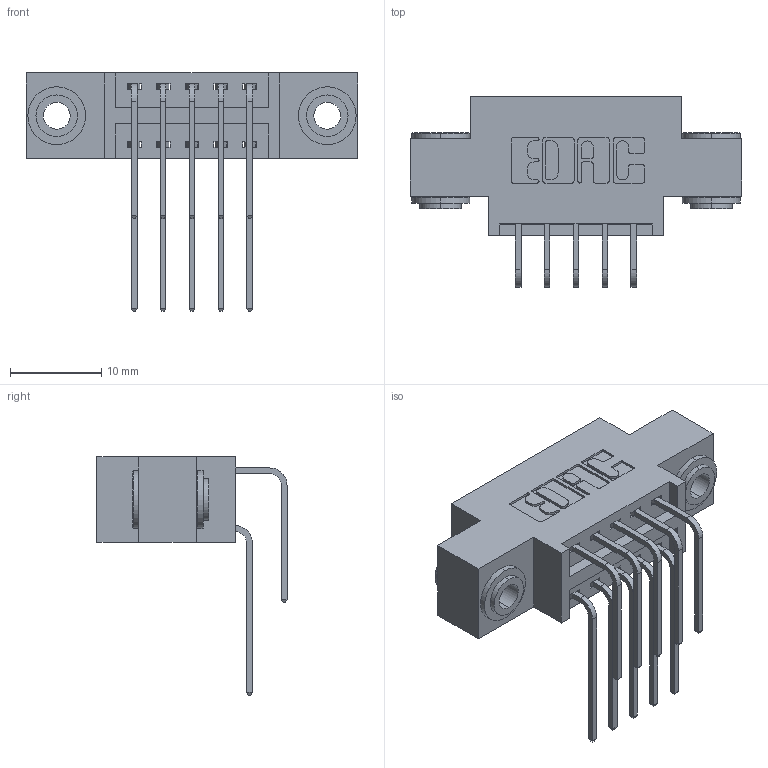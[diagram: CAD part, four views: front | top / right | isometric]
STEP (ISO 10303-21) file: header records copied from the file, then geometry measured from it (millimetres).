
FILE_DESCRIPTION (( 'STEP AP203' ), '1' );
FILE_NAME ('346-010-559-803.STEP', '2018-08-17T08:08:45', ( '' ), ( '' ), 'SwSTEP 2.0', 'SolidWorks 2016', '' );
FILE_SCHEMA (( 'CONFIG_CONTROL_DESIGN' ));
Length unit declared in the file: inch
Products named in the file (5): 345-250-002_345-250-002-102; 346-010-559-803; 346 Part_0.170 Offset - 0.156 Dia-TH; 345-292-001_558 559 Tail - 1; 345-292-001_559 Tail - 2
Assembly tree (13 placements, depth 2):
  346-010-559-803
    346 Part_0.170 Offset - 0.156 Dia-TH
    345-292-001_558 559 Tail - 1  x5
    345-292-001_559 Tail - 2  x5
    345-250-002_345-250-002-102  x2
Bounding box: 36.45 x 20.89 x 26.16 mm (x, y, z)
Volume: 3189.3 mm3; surface area: 4472.9 mm2
Topology: 13 solids, 13 shells, 704 faces, 2027 edges, 1334 vertices
Faces by surface type: plane 460, cylinder 236, cone 8
Entity records: 10810 total; most frequent: CARTESIAN_POINT 1862, ORIENTED_EDGE 1738, DIRECTION 1695, EDGE_CURVE 869, VECTOR 653, LINE 653, VERTEX_POINT 574, AXIS2_PLACEMENT_3D 521
